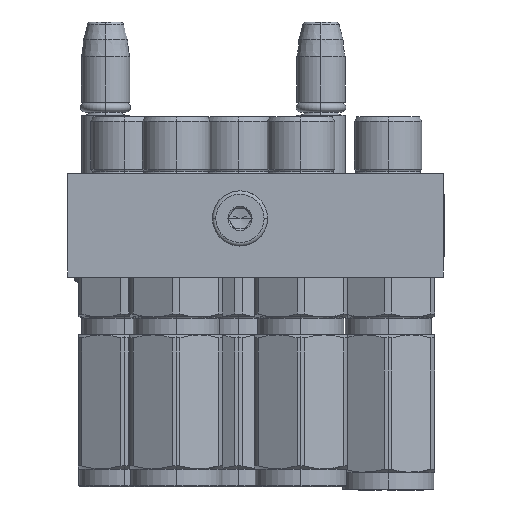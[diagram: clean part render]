
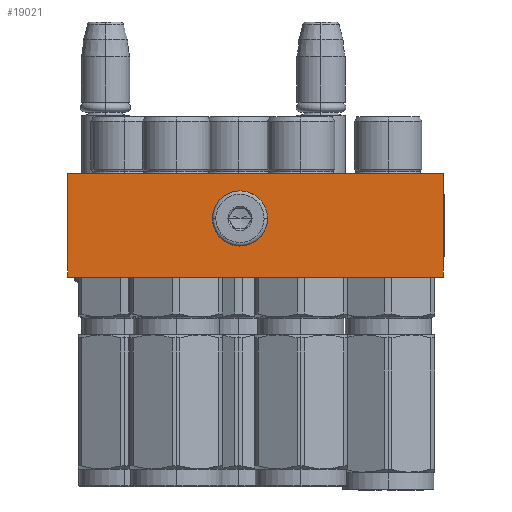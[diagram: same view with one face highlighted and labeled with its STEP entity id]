
A CAD part, front view. The second image highlights one B-rep face of the part: STEP entity #19021.
In plain terms, the highlighted face is planar.
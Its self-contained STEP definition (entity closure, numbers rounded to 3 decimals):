
#94 = CARTESIAN_POINT ( 'NONE',  ( -4.5, 7.78, -50. ) ) ;
#545 = CARTESIAN_POINT ( 'NONE',  ( 54.5, 0., -50. ) ) ;
#1362 = CARTESIAN_POINT ( 'NONE',  ( 0.545, 11.647, -50. ) ) ;
#1906 = CARTESIAN_POINT ( 'NONE',  ( 0.72, 13., -50. ) ) ;
#2717 = EDGE_CURVE ( 'NONE', #32762, #8384, #16290, .T. ) ;
#2874 = EDGE_CURVE ( 'NONE', #45256, #14097, #24627, .T. ) ;
#3093 = CARTESIAN_POINT ( 'NONE',  ( 0.553, 14.354, -50. ) ) ;
#4104 = CARTESIAN_POINT ( 'NONE',  ( -7.13, 8.44, -50. ) ) ;
#4501 = CARTESIAN_POINT ( 'NONE',  ( -9.72, 13., -50. ) ) ;
#6058 = EDGE_CURVE ( 'NONE', #53930, #58574, #42996, .T. ) ;
#7093 = CARTESIAN_POINT ( 'NONE',  ( -9.061, 15.629, -50. ) ) ;
#7487 = CARTESIAN_POINT ( 'NONE',  ( -8.675, 16.207, -50. ) ) ;
#8384 = VERTEX_POINT ( 'NONE', #59436 ) ;
#8491 = CARTESIAN_POINT ( 'NONE',  ( -9.653, 12.15, -50. ) ) ;
#10185 = CARTESIAN_POINT ( 'NONE',  ( 0.388, 11.16, -50. ) ) ;
#11115 = CARTESIAN_POINT ( 'NONE',  ( 0.711, 13.344, -50. ) ) ;
#11321 = CARTESIAN_POINT ( 'NONE',  ( 0.678, 13.683, -50. ) ) ;
#11707 = CARTESIAN_POINT ( 'NONE',  ( 0.061, 15.63, -50. ) ) ;
#11898 = CARTESIAN_POINT ( 'NONE',  ( -9.586, 14.185, -50. ) ) ;
#12110 = CARTESIAN_POINT ( 'NONE',  ( -5.865, 18.084, -50. ) ) ;
#12360 = VECTOR ( 'NONE', #27773, 1000. ) ;
#13688 = ORIENTED_EDGE ( 'NONE', *, *, #49093, .F. ) ;
#14097 = VERTEX_POINT ( 'NONE', #21713 ) ;
#14169 = CARTESIAN_POINT ( 'NONE',  ( -54.5, 0., -50. ) ) ;
#14415 = CARTESIAN_POINT ( 'NONE',  ( -3.135, 7.916, -50. ) ) ;
#14786 = CARTESIAN_POINT ( 'NONE',  ( 0.586, 11.815, -50. ) ) ;
#15650 = CARTESIAN_POINT ( 'NONE',  ( 54.5, 0., -50. ) ) ;
#16290 = LINE ( 'NONE', #46750, #36473 ) ;
#16461 = ORIENTED_EDGE ( 'NONE', *, *, #57622, .T. ) ;
#16528 = CARTESIAN_POINT ( 'NONE',  ( -1.293, 17.175, -50. ) ) ;
#16731 = CARTESIAN_POINT ( 'NONE',  ( 0.454, 14.681, -50. ) ) ;
#17550 = CARTESIAN_POINT ( 'NONE',  ( -5.185, 7.78, -50. ) ) ;
#17580 = ORIENTED_EDGE ( 'NONE', *, *, #2717, .T. ) ;
#17746 = CARTESIAN_POINT ( 'NONE',  ( -9.711, 12.656, -50. ) ) ;
#18355 = CARTESIAN_POINT ( 'NONE',  ( -7.707, 8.825, -50. ) ) ;
#18549 = VECTOR ( 'NONE', #25367, 1000. ) ;
#19021 = ADVANCED_FACE ( 'NONE', ( #35681, #22782 ), #42031, .T. ) ;
#19437 = CARTESIAN_POINT ( 'NONE',  ( 0.686, 12.315, -50. ) ) ;
#20917 = CARTESIAN_POINT ( 'NONE',  ( 54.5, 0., -50. ) ) ;
#21713 = CARTESIAN_POINT ( 'NONE',  ( -9.72, 13., -50. ) ) ;
#22782 = FACE_OUTER_BOUND ( 'NONE', #41504, .T. ) ;
#22917 = EDGE_CURVE ( 'NONE', #53930, #32762, #49756, .T. ) ;
#23915 = CARTESIAN_POINT ( 'NONE',  ( -1.87, 8.439, -50. ) ) ;
#24061 = DIRECTION ( 'NONE',  ( 0., 1., 0. ) ) ;
#24313 = CARTESIAN_POINT ( 'NONE',  ( -4.5, 7.78, -50. ) ) ;
#24627 = B_SPLINE_CURVE_WITH_KNOTS ( 'NONE', 3,
 ( #1906, #38693, #11115, #11321, #29869, #3093, #16731, #11707, #26071, #16528, #30271, #44672, #43875, #53294, #12110, #30463, #58143, #7487, #7093, #52904, #26268, #35253, #11898, #57936, #39674, #53096 ),
 .UNSPECIFIED., .F., .F.,
 ( 4, 2, 2, 2, 2, 2, 2, 2, 2, 2, 2, 2, 4 ),
 ( 0., 0.031, 0.062, 0.125, 0.25, 0.375, 0.5, 0.625, 0.75, 0.875, 0.906, 0.937, 1. ),
 .UNSPECIFIED. ) ;
#25367 = DIRECTION ( 'NONE',  ( 0., 1., 0. ) ) ;
#26071 = CARTESIAN_POINT ( 'NONE',  ( -0.325, 16.207, -50. ) ) ;
#26268 = CARTESIAN_POINT ( 'NONE',  ( -9.446, 14.679, -50. ) ) ;
#26847 = VERTEX_POINT ( 'NONE', #46350 ) ;
#27682 = CARTESIAN_POINT ( 'NONE',  ( -9.678, 12.317, -50. ) ) ;
#27773 = DIRECTION ( 'NONE',  ( -1., 0., 0. ) ) ;
#28011 = CARTESIAN_POINT ( 'NONE',  ( 54.5, 30., -50. ) ) ;
#29869 = CARTESIAN_POINT ( 'NONE',  ( 0.653, 13.85, -50. ) ) ;
#30271 = CARTESIAN_POINT ( 'NONE',  ( -1.87, 17.56, -50. ) ) ;
#30398 = ORIENTED_EDGE ( 'NONE', *, *, #22917, .T. ) ;
#30463 = CARTESIAN_POINT ( 'NONE',  ( -7.13, 17.561, -50. ) ) ;
#31880 = CARTESIAN_POINT ( 'NONE',  ( -5.865, 7.915, -50. ) ) ;
#32762 = VERTEX_POINT ( 'NONE', #14169 ) ;
#33883 = VECTOR ( 'NONE', #55890, 1000. ) ;
#35253 = CARTESIAN_POINT ( 'NONE',  ( -9.545, 14.353, -50. ) ) ;
#35292 = ORIENTED_EDGE ( 'NONE', *, *, #37333, .T. ) ;
#35681 = FACE_BOUND ( 'NONE', #38260, .T. ) ;
#36473 = VECTOR ( 'NONE', #24061, 1000. ) ;
#37333 = EDGE_CURVE ( 'NONE', #14097, #26847, #47315, .T. ) ;
#37754 = CARTESIAN_POINT ( 'NONE',  ( 0.061, 10.371, -50. ) ) ;
#38260 = EDGE_LOOP ( 'NONE', ( #35292, #16461, #59417 ) ) ;
#38693 = CARTESIAN_POINT ( 'NONE',  ( 0.72, 13.173, -50. ) ) ;
#39166 = B_SPLINE_CURVE_WITH_KNOTS ( 'NONE', 3,
 ( #24313, #51391, #14415, #23915, #46402, #56017, #37754, #10185, #42366, #1362, #14786, #19437, #51594, #55630 ),
 .UNSPECIFIED., .F., .F.,
 ( 4, 2, 2, 2, 2, 2, 4 ),
 ( 0.5, 0.625, 0.75, 0.875, 0.906, 0.938, 1. ),
 .UNSPECIFIED. ) ;
#39674 = CARTESIAN_POINT ( 'NONE',  ( -9.719, 13.346, -50. ) ) ;
#40477 = CARTESIAN_POINT ( 'NONE',  ( 54.5, 30., -50. ) ) ;
#41504 = EDGE_LOOP ( 'NONE', ( #17580, #13688, #48329, #30398 ) ) ;
#42031 = PLANE ( 'NONE',  #48865 ) ;
#42366 = CARTESIAN_POINT ( 'NONE',  ( 0.446, 11.321, -50. ) ) ;
#42996 = LINE ( 'NONE', #57440, #18549 ) ;
#43407 = DIRECTION ( 'NONE',  ( 0., 0., -1. ) ) ;
#43875 = CARTESIAN_POINT ( 'NONE',  ( -3.815, 18.22, -50. ) ) ;
#44672 = CARTESIAN_POINT ( 'NONE',  ( -3.135, 18.085, -50. ) ) ;
#45256 = VERTEX_POINT ( 'NONE', #47837 ) ;
#45292 = CARTESIAN_POINT ( 'NONE',  ( -9.454, 11.319, -50. ) ) ;
#45895 = CARTESIAN_POINT ( 'NONE',  ( -8.675, 9.793, -50. ) ) ;
#46350 = CARTESIAN_POINT ( 'NONE',  ( -4.5, 7.78, -50. ) ) ;
#46402 = CARTESIAN_POINT ( 'NONE',  ( -1.293, 8.825, -50. ) ) ;
#46750 = CARTESIAN_POINT ( 'NONE',  ( -54.5, 0., -50. ) ) ;
#47315 = B_SPLINE_CURVE_WITH_KNOTS ( 'NONE', 3,
 ( #4501, #59165, #17746, #27682, #8491, #55117, #45292, #49907, #45895, #18355, #4104, #31880, #17550, #94 ),
 .UNSPECIFIED., .F., .F.,
 ( 4, 2, 2, 2, 2, 2, 4 ),
 ( 0., 0.031, 0.063, 0.125, 0.25, 0.375, 0.5 ),
 .UNSPECIFIED. ) ;
#47837 = CARTESIAN_POINT ( 'NONE',  ( 0.72, 13., -50. ) ) ;
#48329 = ORIENTED_EDGE ( 'NONE', *, *, #6058, .F. ) ;
#48865 = AXIS2_PLACEMENT_3D ( 'NONE', #15650, #43407, #56455 ) ;
#49093 = EDGE_CURVE ( 'NONE', #58574, #8384, #53943, .T. ) ;
#49756 = LINE ( 'NONE', #545, #12360 ) ;
#49907 = CARTESIAN_POINT ( 'NONE',  ( -9.061, 10.37, -50. ) ) ;
#51391 = CARTESIAN_POINT ( 'NONE',  ( -3.815, 7.78, -50. ) ) ;
#51594 = CARTESIAN_POINT ( 'NONE',  ( 0.719, 12.654, -50. ) ) ;
#52904 = CARTESIAN_POINT ( 'NONE',  ( -9.388, 14.84, -50. ) ) ;
#53096 = CARTESIAN_POINT ( 'NONE',  ( -9.72, 13., -50. ) ) ;
#53294 = CARTESIAN_POINT ( 'NONE',  ( -5.185, 18.22, -50. ) ) ;
#53930 = VERTEX_POINT ( 'NONE', #20917 ) ;
#53943 = LINE ( 'NONE', #40477, #33883 ) ;
#55117 = CARTESIAN_POINT ( 'NONE',  ( -9.553, 11.646, -50. ) ) ;
#55630 = CARTESIAN_POINT ( 'NONE',  ( 0.72, 13., -50. ) ) ;
#55890 = DIRECTION ( 'NONE',  ( -1., 0., 0. ) ) ;
#56017 = CARTESIAN_POINT ( 'NONE',  ( -0.325, 9.793, -50. ) ) ;
#56455 = DIRECTION ( 'NONE',  ( -1., 0., 0. ) ) ;
#57440 = CARTESIAN_POINT ( 'NONE',  ( 54.5, 0., -50. ) ) ;
#57622 = EDGE_CURVE ( 'NONE', #26847, #45256, #39166, .T. ) ;
#57936 = CARTESIAN_POINT ( 'NONE',  ( -9.686, 13.685, -50. ) ) ;
#58143 = CARTESIAN_POINT ( 'NONE',  ( -7.707, 17.175, -50. ) ) ;
#58574 = VERTEX_POINT ( 'NONE', #28011 ) ;
#59165 = CARTESIAN_POINT ( 'NONE',  ( -9.72, 12.827, -50. ) ) ;
#59417 = ORIENTED_EDGE ( 'NONE', *, *, #2874, .T. ) ;
#59436 = CARTESIAN_POINT ( 'NONE',  ( -54.5, 30., -50. ) ) ;
